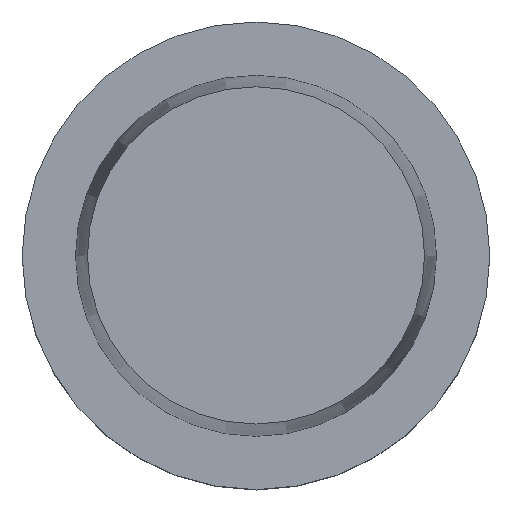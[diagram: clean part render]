
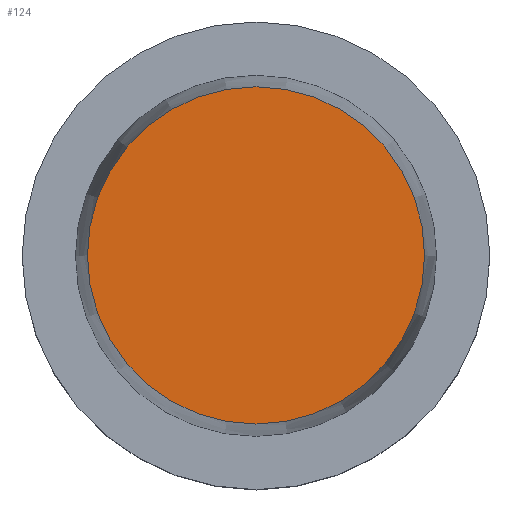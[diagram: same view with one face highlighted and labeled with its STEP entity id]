
A CAD part, top view. The second image highlights one B-rep face of the part: STEP entity #124.
In plain terms, the highlighted planar face has unit normal (0, 0, 1).
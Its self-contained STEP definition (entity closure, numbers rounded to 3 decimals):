
#49=PLANE('',#414);
#124=ADVANCED_FACE('',(#135),#49,.T.);
#135=FACE_OUTER_BOUND('',#165,.T.);
#165=EDGE_LOOP('',(#234));
#234=ORIENTED_EDGE('',*,*,#315,.T.);
#275=VERTEX_POINT('',#610);
#315=EDGE_CURVE('',#275,#275,#345,.T.);
#345=CIRCLE('',#413,22.712);
#413=AXIS2_PLACEMENT_3D('',#609,#516,#517);
#414=AXIS2_PLACEMENT_3D('',#611,#518,#519);
#516=DIRECTION('',(0.,0.,1.));
#517=DIRECTION('',(1.,0.,0.));
#518=DIRECTION('',(0.,0.,1.));
#519=DIRECTION('',(1.,0.,0.));
#609=CARTESIAN_POINT('',(0.,0.,32.));
#610=CARTESIAN_POINT('',(22.712,0.,32.));
#611=CARTESIAN_POINT('',(0.,0.,32.));
